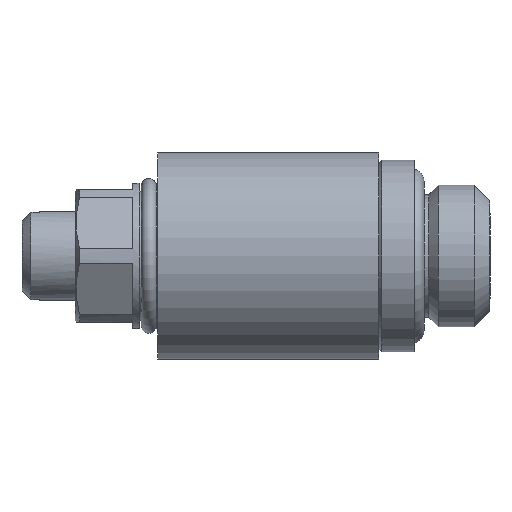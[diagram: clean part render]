
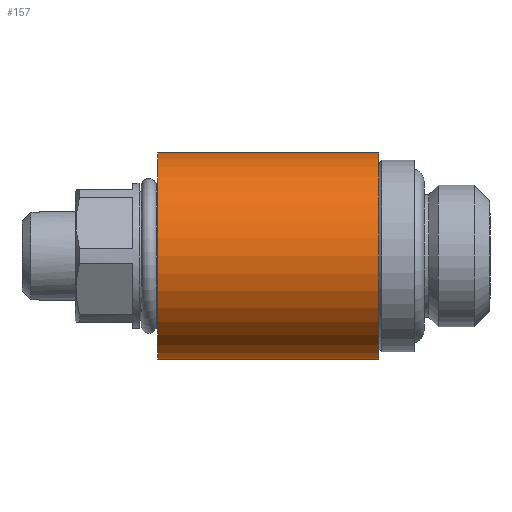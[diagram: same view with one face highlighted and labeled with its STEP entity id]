
A CAD part, left-side view. The second image highlights one B-rep face of the part: STEP entity #157.
In plain terms, the highlighted cylindrical face has radius 7 mm (diameter 14 mm), a full revolution.
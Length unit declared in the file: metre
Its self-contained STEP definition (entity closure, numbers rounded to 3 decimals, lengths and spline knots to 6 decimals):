
#157 = ADVANCED_FACE( 'NONE', ( #365, #366, #367 ), #368, .T. );
#365 = FACE_OUTER_BOUND( '', #675, .T. );
#366 = FACE_OUTER_BOUND( '', #676, .T. );
#367 = FACE_BOUND( '', #677, .T. );
#368 = CYLINDRICAL_SURFACE( '', #678, 0.007 );
#675 = EDGE_LOOP( '', ( #1268 ) );
#676 = EDGE_LOOP( '', ( #1269 ) );
#677 = EDGE_LOOP( '', ( #1270, #1271 ) );
#678 = AXIS2_PLACEMENT_3D( '', #1272, #1273, #1274 );
#1268 = ORIENTED_EDGE( '', *, *, #1863, .T. );
#1269 = ORIENTED_EDGE( '', *, *, #1864, .T. );
#1270 = ORIENTED_EDGE( '', *, *, #1865, .T. );
#1271 = ORIENTED_EDGE( '', *, *, #1866, .T. );
#1272 = CARTESIAN_POINT( '', ( 0., 0.030486, 0. ) );
#1273 = DIRECTION( '', ( 0., 1., 0. ) );
#1274 = DIRECTION( '', ( 0., 0., 1. ) );
#1863 = EDGE_CURVE( 'NONE', #2118, #2118, #2119, .T. );
#1864 = EDGE_CURVE( 'NONE', #2120, #2120, #2121, .T. );
#1865 = EDGE_CURVE( 'NONE', #2122, #2123, #2124, .T. );
#1866 = EDGE_CURVE( 'NONE', #2123, #2122, #2125, .T. );
#2118 = VERTEX_POINT( '', #2474 );
#2119 = CIRCLE( '', #2475, 0.007 );
#2120 = VERTEX_POINT( '', #2476 );
#2121 = CIRCLE( '', #2477, 0.007 );
#2122 = VERTEX_POINT( 'NONE', #2478 );
#2123 = VERTEX_POINT( 'NONE', #2479 );
#2124 = B_SPLINE_CURVE_WITH_KNOTS( '', 3, ( #2480, #2481, #2482, #2483, #2484, #2485, #2486, #2487, #2488, #2489, #2490, #2491, #2492, #2493, #2494, #2495, #2496, #2497, #2498, #2499, #2500, #2501, #2502, #2503, #2504, #2505, #2506 ), .UNSPECIFIED., .F., .F., ( 4, 1, 1, 1, 1, 1, 1, 1, 1, 1, 1, 1, 1, 1, 1, 1, 1, 1, 1, 1, 1, 1, 1, 1, 4 ), ( 0., 0.01305, 0.025799, 0.038271, 0.050491, 0.062487, 0.09322, 0.124965, 0.186478, 0.249972, 0.313463, 0.374978, 0.438393, 0.499983, 0.561569, 0.624987, 0.68647, 0.749995, 0.813458, 0.875001, 0.906775, 0.937493, 0.953456, 0.968757, 1. ), .UNSPECIFIED. );
#2125 = B_SPLINE_CURVE_WITH_KNOTS( '', 3, ( #2507, #2508, #2509, #2510, #2511, #2512, #2513, #2514, #2515, #2516, #2517, #2518, #2519, #2520, #2521, #2522, #2523, #2524, #2525, #2526, #2527, #2528, #2529, #2530, #2531, #2532, #2533 ), .UNSPECIFIED., .F., .F., ( 4, 1, 1, 1, 1, 1, 1, 1, 1, 1, 1, 1, 1, 1, 1, 1, 1, 1, 1, 1, 1, 1, 1, 1, 4 ), ( 0., 0.013051, 0.0258, 0.038272, 0.050492, 0.062486, 0.093219, 0.124965, 0.186471, 0.249972, 0.313469, 0.374979, 0.4384, 0.499984, 0.561571, 0.624988, 0.686483, 0.749995, 0.813479, 0.875002, 0.906775, 0.937493, 0.953451, 0.968758, 1. ), .UNSPECIFIED. );
#2474 = CARTESIAN_POINT( '', ( 0., 0.0079, 0.007 ) );
#2475 = AXIS2_PLACEMENT_3D( '', #3237, #3238, #3239 );
#2476 = CARTESIAN_POINT( '', ( 0., 0.0229, 0.007 ) );
#2477 = AXIS2_PLACEMENT_3D( '', #3240, #3241, #3242 );
#2478 = CARTESIAN_POINT( '', ( 0.005217, 0.016897, 0.004667 ) );
#2479 = CARTESIAN_POINT( '', ( 0.005218, 0.016915, -0.004667 ) );
#2480 = CARTESIAN_POINT( '', ( 0.005217, 0.016897, 0.004667 ) );
#2481 = CARTESIAN_POINT( '', ( 0.005219, 0.016965, 0.004665 ) );
#2482 = CARTESIAN_POINT( '', ( 0.005221, 0.0171, 0.004663 ) );
#2483 = CARTESIAN_POINT( '', ( 0.005231, 0.017299, 0.004651 ) );
#2484 = CARTESIAN_POINT( '', ( 0.005247, 0.017493, 0.004634 ) );
#2485 = CARTESIAN_POINT( '', ( 0.005267, 0.017682, 0.00461 ) );
#2486 = CARTESIAN_POINT( '', ( 0.005307, 0.017962, 0.004564 ) );
#2487 = CARTESIAN_POINT( '', ( 0.005381, 0.018335, 0.004478 ) );
#2488 = CARTESIAN_POINT( '', ( 0.005541, 0.018931, 0.004282 ) );
#2489 = CARTESIAN_POINT( '', ( 0.005795, 0.019637, 0.003941 ) );
#2490 = CARTESIAN_POINT( '', ( 0.006139, 0.020381, 0.003389 ) );
#2491 = CARTESIAN_POINT( '', ( 0.006473, 0.021015, 0.002706 ) );
#2492 = CARTESIAN_POINT( '', ( 0.006759, 0.021505, 0.001895 ) );
#2493 = CARTESIAN_POINT( '', ( 0.006953, 0.021825, 0.000986 ) );
#2494 = CARTESIAN_POINT( '', ( 0.007023, 0.021936, 0.000009 ) );
#2495 = CARTESIAN_POINT( '', ( 0.006955, 0.021829, -0.000967 ) );
#2496 = CARTESIAN_POINT( '', ( 0.006763, 0.021513, -0.001878 ) );
#2497 = CARTESIAN_POINT( '', ( 0.006479, 0.021026, -0.002692 ) );
#2498 = CARTESIAN_POINT( '', ( 0.006146, 0.020394, -0.003377 ) );
#2499 = CARTESIAN_POINT( '', ( 0.005801, 0.019652, -0.003932 ) );
#2500 = CARTESIAN_POINT( '', ( 0.005546, 0.018948, -0.004275 ) );
#2501 = CARTESIAN_POINT( '', ( 0.005385, 0.018352, -0.004473 ) );
#2502 = CARTESIAN_POINT( '', ( 0.005307, 0.01796, -0.004565 ) );
#2503 = CARTESIAN_POINT( '', ( 0.005262, 0.017644, -0.004617 ) );
#2504 = CARTESIAN_POINT( '', ( 0.005227, 0.017321, -0.004656 ) );
#2505 = CARTESIAN_POINT( '', ( 0.005221, 0.017078, -0.004662 ) );
#2506 = CARTESIAN_POINT( '', ( 0.005218, 0.016915, -0.004667 ) );
#2507 = CARTESIAN_POINT( '', ( 0.005218, 0.016915, -0.004667 ) );
#2508 = CARTESIAN_POINT( '', ( 0.005219, 0.016847, -0.004666 ) );
#2509 = CARTESIAN_POINT( '', ( 0.00522, 0.016712, -0.004663 ) );
#2510 = CARTESIAN_POINT( '', ( 0.00523, 0.016512, -0.004652 ) );
#2511 = CARTESIAN_POINT( '', ( 0.005245, 0.016318, -0.004635 ) );
#2512 = CARTESIAN_POINT( '', ( 0.005266, 0.016129, -0.004612 ) );
#2513 = CARTESIAN_POINT( '', ( 0.005306, 0.015848, -0.004566 ) );
#2514 = CARTESIAN_POINT( '', ( 0.005379, 0.015474, -0.004481 ) );
#2515 = CARTESIAN_POINT( '', ( 0.005538, 0.014876, -0.004285 ) );
#2516 = CARTESIAN_POINT( '', ( 0.005792, 0.014169, -0.003945 ) );
#2517 = CARTESIAN_POINT( '', ( 0.006137, 0.013423, -0.003393 ) );
#2518 = CARTESIAN_POINT( '', ( 0.006471, 0.012788, -0.00271 ) );
#2519 = CARTESIAN_POINT( '', ( 0.006758, 0.012296, -0.001898 ) );
#2520 = CARTESIAN_POINT( '', ( 0.006952, 0.011975, -0.000987 ) );
#2521 = CARTESIAN_POINT( '', ( 0.007023, 0.011864, -0.000009 ) );
#2522 = CARTESIAN_POINT( '', ( 0.006955, 0.011971, 0.000969 ) );
#2523 = CARTESIAN_POINT( '', ( 0.006763, 0.012288, 0.001881 ) );
#2524 = CARTESIAN_POINT( '', ( 0.006477, 0.012777, 0.002695 ) );
#2525 = CARTESIAN_POINT( '', ( 0.006143, 0.01341, 0.003381 ) );
#2526 = CARTESIAN_POINT( '', ( 0.005798, 0.014154, 0.003936 ) );
#2527 = CARTESIAN_POINT( '', ( 0.005544, 0.01486, 0.004278 ) );
#2528 = CARTESIAN_POINT( '', ( 0.005383, 0.015457, 0.004476 ) );
#2529 = CARTESIAN_POINT( '', ( 0.005305, 0.01585, 0.004567 ) );
#2530 = CARTESIAN_POINT( '', ( 0.00526, 0.016167, 0.004618 ) );
#2531 = CARTESIAN_POINT( '', ( 0.005227, 0.01649, 0.004657 ) );
#2532 = CARTESIAN_POINT( '', ( 0.005221, 0.016733, 0.004663 ) );
#2533 = CARTESIAN_POINT( '', ( 0.005217, 0.016897, 0.004667 ) );
#3237 = CARTESIAN_POINT( '', ( 0., 0.0079, 0. ) );
#3238 = DIRECTION( '', ( 0., 1., 0. ) );
#3239 = DIRECTION( '', ( 0., 0., 1. ) );
#3240 = CARTESIAN_POINT( '', ( 0., 0.0229, 0. ) );
#3241 = DIRECTION( '', ( 0., -1., 0. ) );
#3242 = DIRECTION( '', ( 0., 0., 1. ) );
